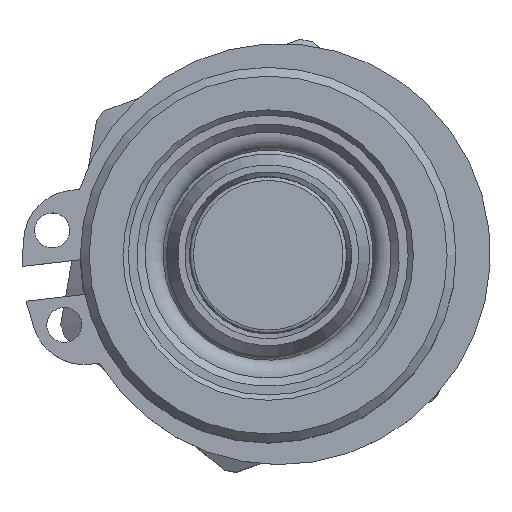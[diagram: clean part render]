
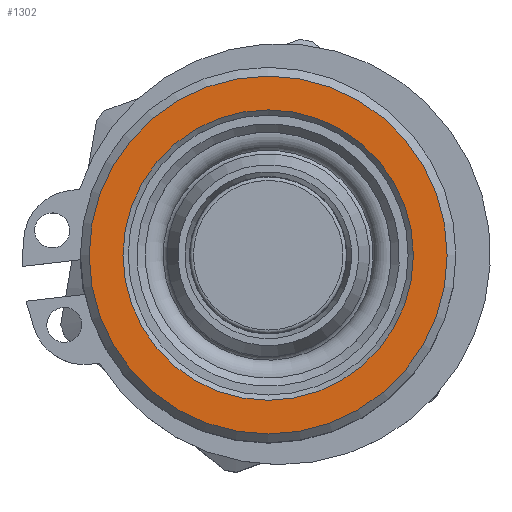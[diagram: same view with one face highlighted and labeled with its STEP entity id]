
A CAD part, top view. The second image highlights one B-rep face of the part: STEP entity #1302.
In plain terms, the highlighted planar face has unit normal (0, 0, 1).
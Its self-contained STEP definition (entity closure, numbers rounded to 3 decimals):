
#89=FACE_BOUND('',#426,.T.);
#338=FACE_OUTER_BOUND('',#425,.T.);
#425=EDGE_LOOP('',(#994));
#426=EDGE_LOOP('',(#995));
#519=CIRCLE('',#1427,10.23);
#522=CIRCLE('',#1432,8.3);
#627=VERTEX_POINT('',#2093);
#630=VERTEX_POINT('',#2103);
#758=EDGE_CURVE('',#627,#627,#519,.T.);
#763=EDGE_CURVE('',#630,#630,#522,.T.);
#994=ORIENTED_EDGE('',*,*,#758,.F.);
#995=ORIENTED_EDGE('',*,*,#763,.F.);
#1262=PLANE('',#1431);
#1302=ADVANCED_FACE('',(#338,#89),#1262,.T.);
#1427=AXIS2_PLACEMENT_3D('',#2094,#1677,#1678);
#1431=AXIS2_PLACEMENT_3D('',#2102,#1687,#1688);
#1432=AXIS2_PLACEMENT_3D('',#2104,#1689,#1690);
#1677=DIRECTION('center_axis',(0.,0.,-1.));
#1678=DIRECTION('ref_axis',(-1.,0.,0.));
#1687=DIRECTION('center_axis',(0.,0.,1.));
#1688=DIRECTION('ref_axis',(1.,0.,0.));
#1689=DIRECTION('center_axis',(0.,0.,1.));
#1690=DIRECTION('ref_axis',(-1.,0.,0.));
#2093=CARTESIAN_POINT('',(10.23,0.,25.6));
#2094=CARTESIAN_POINT('Origin',(0.,0.,25.6));
#2102=CARTESIAN_POINT('Origin',(0.,0.,
25.6));
#2103=CARTESIAN_POINT('',(8.3,0.,25.6));
#2104=CARTESIAN_POINT('Origin',(0.,0.,25.6));
